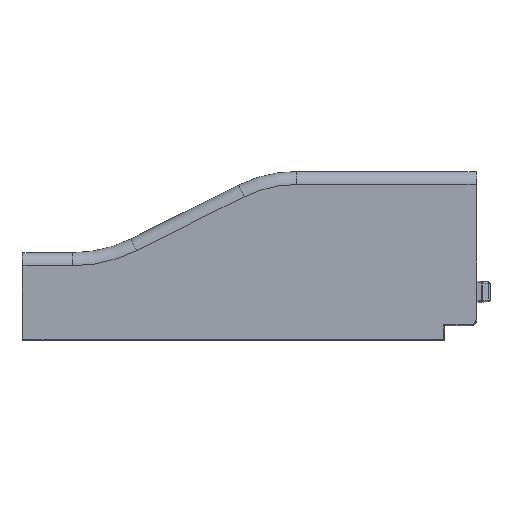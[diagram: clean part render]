
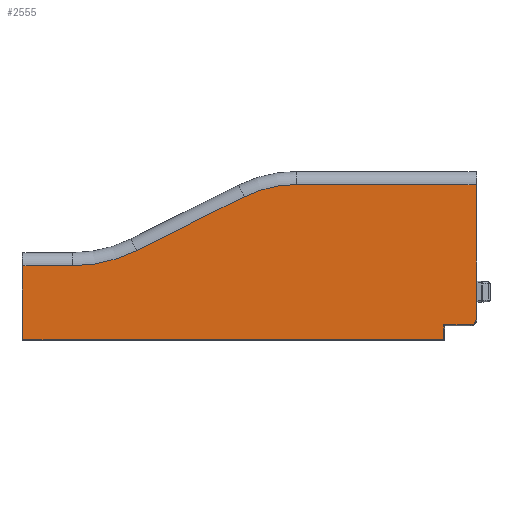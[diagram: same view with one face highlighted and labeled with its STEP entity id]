
A CAD part, left-side view. The second image highlights one B-rep face of the part: STEP entity #2555.
In plain terms, the highlighted planar face has unit normal (-1, 0, 0).
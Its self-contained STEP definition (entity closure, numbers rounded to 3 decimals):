
#288=FACE_OUTER_BOUND('',#449,.T.);
#449=EDGE_LOOP('',(#2201,#2202,#2203,#2204,#2205,#2206,#2207,#2208,#2209,
#2210,#2211));
#585=LINE('',#4420,#762);
#586=LINE('',#4428,#763);
#587=LINE('',#4438,#764);
#589=LINE('',#4444,#766);
#623=LINE('',#5287,#800);
#636=LINE('',#5352,#813);
#637=LINE('',#5355,#814);
#638=LINE('',#5356,#815);
#762=VECTOR('',#3462,37.016);
#763=VECTOR('',#3473,55.257);
#764=VECTOR('',#3486,4.5);
#766=VECTOR('',#3492,8.3);
#800=VECTOR('',#3638,41.5);
#813=VECTOR('',#3719,15.257);
#814=VECTOR('',#3722,22.7);
#815=VECTOR('',#3723,129.4);
#941=CIRCLE('',#2798,44.);
#944=CIRCLE('',#2803,36.);
#952=CIRCLE('',#2817,1.7);
#1169=VERTEX_POINT('',#4412);
#1170=VERTEX_POINT('',#4414);
#1171=VERTEX_POINT('',#4418);
#1172=VERTEX_POINT('',#4422);
#1173=VERTEX_POINT('',#4426);
#1174=VERTEX_POINT('',#4430);
#1176=VERTEX_POINT('',#4436);
#1178=VERTEX_POINT('',#4442);
#1180=VERTEX_POINT('',#4448);
#1225=VERTEX_POINT('',#5350);
#1226=VERTEX_POINT('',#5354);
#1467=EDGE_CURVE('',#1170,#1169,#941,.T.);
#1469=EDGE_CURVE('',#1169,#1171,#585,.T.);
#1471=EDGE_CURVE('',#1171,#1172,#944,.T.);
#1473=EDGE_CURVE('',#1172,#1173,#586,.T.);
#1478=EDGE_CURVE('',#1176,#1174,#587,.T.);
#1481=EDGE_CURVE('',#1176,#1178,#589,.T.);
#1484=EDGE_CURVE('',#1180,#1178,#952,.T.);
#1545=EDGE_CURVE('',#1173,#1180,#623,.T.);
#1578=EDGE_CURVE('',#1225,#1170,#636,.T.);
#1579=EDGE_CURVE('',#1226,#1225,#637,.T.);
#1580=EDGE_CURVE('',#1174,#1226,#638,.T.);
#2201=ORIENTED_EDGE('',*,*,#1579,.F.);
#2202=ORIENTED_EDGE('',*,*,#1580,.F.);
#2203=ORIENTED_EDGE('',*,*,#1478,.F.);
#2204=ORIENTED_EDGE('',*,*,#1481,.T.);
#2205=ORIENTED_EDGE('',*,*,#1484,.F.);
#2206=ORIENTED_EDGE('',*,*,#1545,.F.);
#2207=ORIENTED_EDGE('',*,*,#1473,.F.);
#2208=ORIENTED_EDGE('',*,*,#1471,.F.);
#2209=ORIENTED_EDGE('',*,*,#1469,.F.);
#2210=ORIENTED_EDGE('',*,*,#1467,.F.);
#2211=ORIENTED_EDGE('',*,*,#1578,.F.);
#2413=PLANE('',#2904);
#2555=ADVANCED_FACE('',(#288),#2413,.T.);
#2798=AXIS2_PLACEMENT_3D('',#4416,#3456,#3457);
#2803=AXIS2_PLACEMENT_3D('',#4424,#3467,#3468);
#2817=AXIS2_PLACEMENT_3D('',#4450,#3499,#3500);
#2904=AXIS2_PLACEMENT_3D('',#5353,#3720,#3721);
#3456=DIRECTION('center_axis',(-1.,0.,0.));
#3457=DIRECTION('ref_axis',(0.,-0.23,-0.973));
#3462=DIRECTION('',(0.,-0.894,0.447));
#3467=DIRECTION('center_axis',(1.,0.,0.));
#3468=DIRECTION('ref_axis',(0.,0.23,0.973));
#3473=DIRECTION('',(0.,-1.,0.));
#3486=DIRECTION('',(0.,0.,-1.));
#3492=DIRECTION('',(0.,-1.,0.));
#3499=DIRECTION('center_axis',(1.,0.,0.));
#3500=DIRECTION('ref_axis',(0.,-0.707,-0.707));
#3638=DIRECTION('',(0.,0.,-1.));
#3719=DIRECTION('',(0.,-1.,0.));
#3720=DIRECTION('center_axis',(-1.,0.,0.));
#3721=DIRECTION('ref_axis',(0.,0.,1.));
#3722=DIRECTION('',(0.,0.,1.));
#3723=DIRECTION('',(0.,1.,0.));
#4412=CARTESIAN_POINT('',(-24.,36.765,27.645));
#4414=CARTESIAN_POINT('',(-24.,56.443,23.));
#4416=CARTESIAN_POINT('Origin',(-24.,56.443,67.));
#4418=CARTESIAN_POINT('',(-24.,3.657,44.199));
#4420=CARTESIAN_POINT('',(-24.,36.765,27.645));
#4422=CARTESIAN_POINT('',(-24.,-12.443,48.));
#4424=CARTESIAN_POINT('Origin',(-24.,-12.443,12.));
#4426=CARTESIAN_POINT('',(-24.,-67.7,48.));
#4428=CARTESIAN_POINT('',(-24.,-12.443,48.));
#4430=CARTESIAN_POINT('',(-24.,-57.7,0.3));
#4436=CARTESIAN_POINT('',(-24.,-57.7,4.8));
#4438=CARTESIAN_POINT('',(-24.,-57.7,4.8));
#4442=CARTESIAN_POINT('',(-24.,-66.,4.8));
#4444=CARTESIAN_POINT('',(-24.,-57.7,4.8));
#4448=CARTESIAN_POINT('',(-24.,-67.7,6.5));
#4450=CARTESIAN_POINT('Origin',(-24.,-66.,6.5));
#5287=CARTESIAN_POINT('',(-24.,-67.7,48.));
#5350=CARTESIAN_POINT('',(-24.,71.7,23.));
#5352=CARTESIAN_POINT('',(-24.,71.7,23.));
#5353=CARTESIAN_POINT('Origin',(-24.,71.7,24.15));
#5354=CARTESIAN_POINT('',(-24.,71.7,0.3));
#5355=CARTESIAN_POINT('',(-24.,71.7,0.3));
#5356=CARTESIAN_POINT('',(-24.,-57.7,0.3));
